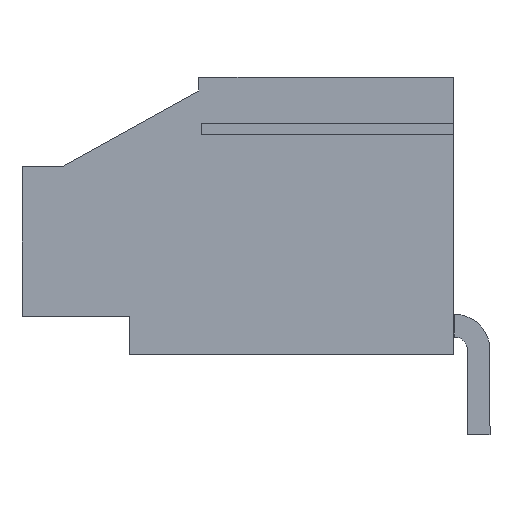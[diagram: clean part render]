
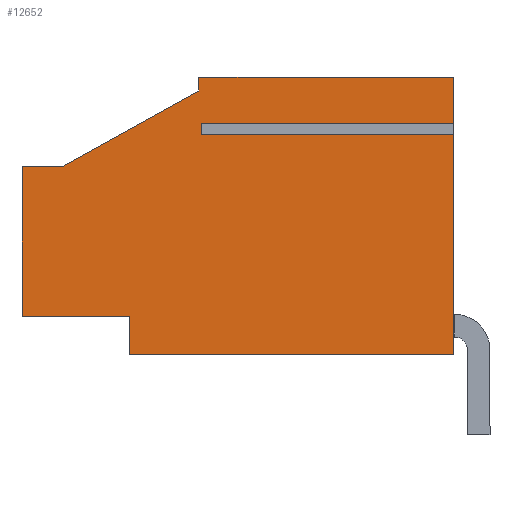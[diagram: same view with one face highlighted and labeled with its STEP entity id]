
A CAD part, left-side view. The second image highlights one B-rep face of the part: STEP entity #12652.
In plain terms, the highlighted planar face has unit normal (-1, 0, 0).
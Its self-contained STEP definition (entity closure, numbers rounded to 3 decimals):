
#12616=AXIS2_PLACEMENT_3D('Plane Axis2P3D',#12613,#12614,#12615) ;
#12198=CARTESIAN_POINT('Vertex',(-5.08,18.57,11.963)) ;
#12205=CARTESIAN_POINT('Vertex',(-5.08,18.57,6.022)) ;
#12208=CARTESIAN_POINT('Line Origine',(-5.08,18.57,8.992)) ;
#12241=CARTESIAN_POINT('Vertex',(-5.08,16.958,11.963)) ;
#12244=CARTESIAN_POINT('Line Origine',(-5.08,17.764,11.963)) ;
#12265=CARTESIAN_POINT('Vertex',(-5.08,11.55,14.961)) ;
#12268=CARTESIAN_POINT('Line Origine',(-5.08,14.254,13.462)) ;
#12292=CARTESIAN_POINT('Line Origine',(-5.08,11.55,15.239)) ;
#12296=CARTESIAN_POINT('Vertex',(-5.08,11.55,15.517)) ;
#12316=CARTESIAN_POINT('Line Origine',(-5.08,6.5,15.517)) ;
#12320=CARTESIAN_POINT('Vertex',(-5.08,1.45,15.517)) ;
#12358=CARTESIAN_POINT('Vertex',(-5.08,1.45,13.692)) ;
#12400=CARTESIAN_POINT('Vertex',(-5.08,1.45,13.242)) ;
#12403=CARTESIAN_POINT('Line Origine',(-5.08,1.45,8.879)) ;
#12407=CARTESIAN_POINT('Vertex',(-5.08,1.45,4.517)) ;
#12415=CARTESIAN_POINT('Line Origine',(-5.08,1.45,14.604)) ;
#12506=CARTESIAN_POINT('Vertex',(-5.08,14.3,4.517)) ;
#12524=CARTESIAN_POINT('Line Origine',(-5.08,7.875,4.517)) ;
#12557=CARTESIAN_POINT('Vertex',(-5.08,14.3,6.022)) ;
#12560=CARTESIAN_POINT('Line Origine',(-5.08,14.3,5.269)) ;
#12601=CARTESIAN_POINT('Line Origine',(-5.08,16.435,6.022)) ;
#12613=CARTESIAN_POINT('Axis2P3D Location',(-5.08,10.01,10.017)) ;
#12618=CARTESIAN_POINT('Line Origine',(-5.08,6.45,13.242)) ;
#12622=CARTESIAN_POINT('Vertex',(-5.08,11.45,13.242)) ;
#12625=CARTESIAN_POINT('Line Origine',(-5.08,11.45,13.467)) ;
#12629=CARTESIAN_POINT('Vertex',(-5.08,11.45,13.692)) ;
#12632=CARTESIAN_POINT('Line Origine',(-5.08,6.45,13.692)) ;
#12209=DIRECTION('Vector Direction',(0.,0.,1.)) ;
#12245=DIRECTION('Vector Direction',(0.,-1.,0.)) ;
#12269=DIRECTION('Vector Direction',(0.,-0.875,0.485)) ;
#12293=DIRECTION('Vector Direction',(0.,0.,-1.)) ;
#12317=DIRECTION('Vector Direction',(0.,1.,0.)) ;
#12404=DIRECTION('Vector Direction',(0.,0.,1.)) ;
#12416=DIRECTION('Vector Direction',(0.,0.,1.)) ;
#12525=DIRECTION('Vector Direction',(0.,1.,0.)) ;
#12561=DIRECTION('Vector Direction',(0.,0.,1.)) ;
#12602=DIRECTION('Vector Direction',(0.,-1.,0.)) ;
#12614=DIRECTION('Axis2P3D Direction',(-1.,0.,0.)) ;
#12615=DIRECTION('Axis2P3D XDirection',(0.,0.,1.)) ;
#12619=DIRECTION('Vector Direction',(0.,1.,0.)) ;
#12626=DIRECTION('Vector Direction',(0.,0.,1.)) ;
#12633=DIRECTION('Vector Direction',(0.,1.,0.)) ;
#12210=VECTOR('Line Direction',#12209,1.) ;
#12246=VECTOR('Line Direction',#12245,1.) ;
#12270=VECTOR('Line Direction',#12269,1.) ;
#12294=VECTOR('Line Direction',#12293,1.) ;
#12318=VECTOR('Line Direction',#12317,1.) ;
#12405=VECTOR('Line Direction',#12404,1.) ;
#12417=VECTOR('Line Direction',#12416,1.) ;
#12526=VECTOR('Line Direction',#12525,1.) ;
#12562=VECTOR('Line Direction',#12561,1.) ;
#12603=VECTOR('Line Direction',#12602,1.) ;
#12620=VECTOR('Line Direction',#12619,1.) ;
#12627=VECTOR('Line Direction',#12626,1.) ;
#12634=VECTOR('Line Direction',#12633,1.) ;
#12638=ORIENTED_EDGE('',*,*,#12419,.T.) ;
#12639=ORIENTED_EDGE('',*,*,#12322,.T.) ;
#12640=ORIENTED_EDGE('',*,*,#12298,.T.) ;
#12641=ORIENTED_EDGE('',*,*,#12272,.F.) ;
#12642=ORIENTED_EDGE('',*,*,#12248,.F.) ;
#12643=ORIENTED_EDGE('',*,*,#12212,.F.) ;
#12644=ORIENTED_EDGE('',*,*,#12605,.T.) ;
#12645=ORIENTED_EDGE('',*,*,#12564,.F.) ;
#12646=ORIENTED_EDGE('',*,*,#12528,.F.) ;
#12647=ORIENTED_EDGE('',*,*,#12409,.T.) ;
#12648=ORIENTED_EDGE('',*,*,#12624,.T.) ;
#12649=ORIENTED_EDGE('',*,*,#12631,.T.) ;
#12650=ORIENTED_EDGE('',*,*,#12636,.F.) ;
#12652=ADVANCED_FACE('6',(#12651),#12617,.T.) ;
#12212=EDGE_CURVE('',#12206,#12199,#12211,.T.) ;
#12248=EDGE_CURVE('',#12199,#12242,#12247,.T.) ;
#12272=EDGE_CURVE('',#12242,#12266,#12271,.T.) ;
#12298=EDGE_CURVE('',#12297,#12266,#12295,.T.) ;
#12322=EDGE_CURVE('',#12321,#12297,#12319,.T.) ;
#12409=EDGE_CURVE('',#12408,#12401,#12406,.T.) ;
#12419=EDGE_CURVE('',#12359,#12321,#12418,.T.) ;
#12528=EDGE_CURVE('',#12408,#12507,#12527,.T.) ;
#12564=EDGE_CURVE('',#12507,#12558,#12563,.T.) ;
#12605=EDGE_CURVE('',#12206,#12558,#12604,.T.) ;
#12624=EDGE_CURVE('',#12401,#12623,#12621,.T.) ;
#12631=EDGE_CURVE('',#12623,#12630,#12628,.T.) ;
#12636=EDGE_CURVE('',#12359,#12630,#12635,.T.) ;
#12637=EDGE_LOOP('',(#12638,#12639,#12640,#12641,#12642,#12643,#12644,#12645,#12646,#12647,#12648,#12649,#12650)) ;
#12651=FACE_OUTER_BOUND('',#12637,.T.) ;
#12211=LINE('Line',#12208,#12210) ;
#12247=LINE('Line',#12244,#12246) ;
#12271=LINE('Line',#12268,#12270) ;
#12295=LINE('Line',#12292,#12294) ;
#12319=LINE('Line',#12316,#12318) ;
#12406=LINE('Line',#12403,#12405) ;
#12418=LINE('Line',#12415,#12417) ;
#12527=LINE('Line',#12524,#12526) ;
#12563=LINE('Line',#12560,#12562) ;
#12604=LINE('Line',#12601,#12603) ;
#12621=LINE('Line',#12618,#12620) ;
#12628=LINE('Line',#12625,#12627) ;
#12635=LINE('Line',#12632,#12634) ;
#12617=PLANE('',#12616) ;
#12199=VERTEX_POINT('',#12198) ;
#12206=VERTEX_POINT('',#12205) ;
#12242=VERTEX_POINT('',#12241) ;
#12266=VERTEX_POINT('',#12265) ;
#12297=VERTEX_POINT('',#12296) ;
#12321=VERTEX_POINT('',#12320) ;
#12359=VERTEX_POINT('',#12358) ;
#12401=VERTEX_POINT('',#12400) ;
#12408=VERTEX_POINT('',#12407) ;
#12507=VERTEX_POINT('',#12506) ;
#12558=VERTEX_POINT('',#12557) ;
#12623=VERTEX_POINT('',#12622) ;
#12630=VERTEX_POINT('',#12629) ;
